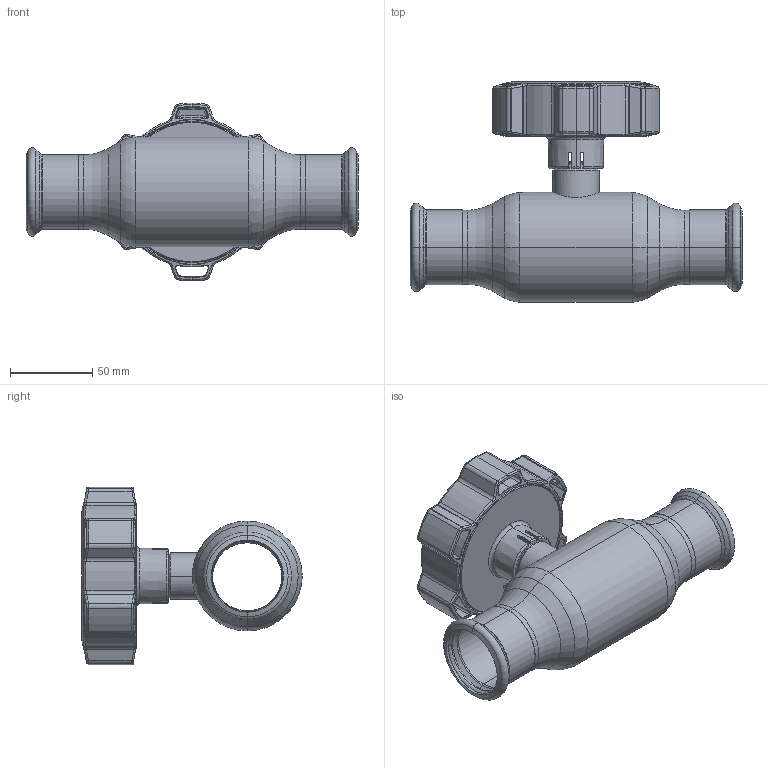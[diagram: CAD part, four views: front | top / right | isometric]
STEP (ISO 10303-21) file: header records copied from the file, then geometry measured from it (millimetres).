
FILE_DESCRIPTION (( 'STEP AP214' ), '1' );
FILE_NAME ('2040000100-0200.step', '2024-01-11T10:57:30', ( '' ), ( '' ), 'SwSTEP 2.0', 'SolidWorks 2021', '' );
FILE_SCHEMA (( 'AUTOMOTIVE_DESIGN' ));
Length unit declared in the file: millimetre
Products named in the file (1): 2040000100-0200
Bounding box: 201.6 x 133.84 x 107.98 mm (x, y, z)
Surface area: 89536 mm2 (no closed solid volume)
Topology: 0 solids, 11 shells, 520 faces, 1751 edges, 1188 vertices
Faces by surface type: bspline 165, cylinder 117, plane 92, torus 79, cone 61, sphere 6
Entity records: 34038 total; most frequent: CARTESIAN_POINT 15214, ORIENTED_EDGE 2892, DIRECTION 2197, EDGE_CURVE 1739, VERTEX_POINT 1188, AXIS2_PLACEMENT_3D 880, B_SPLINE_CURVE_WITH_KNOTS 751, EDGE_LOOP 551
